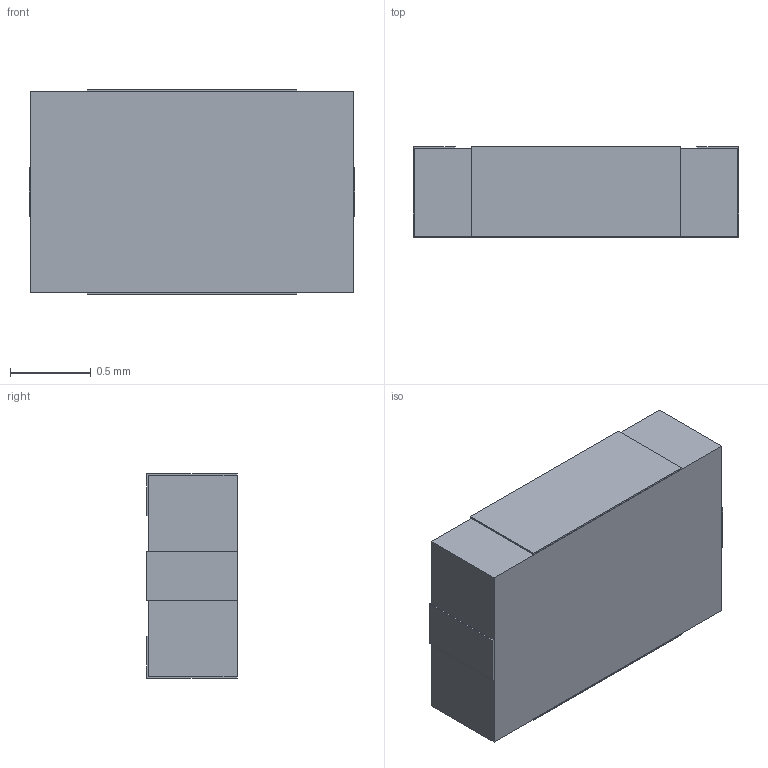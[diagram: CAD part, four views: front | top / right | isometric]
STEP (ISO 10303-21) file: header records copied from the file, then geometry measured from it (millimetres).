
FILE_DESCRIPTION(/* description */ (''),/* implementation_level */ '2;1');
FILE_NAME(/* name */ 'Johansen_BPF_0805-1.step',/* time_stamp */ '2020-11-14T13:30:01+00:00',/* author */ (''),/* organization */ (''),/* preprocessor_version */ 'ST-DEVELOPER v18.1',/* originating_system */ 'Autodesk Translation Framework v9.3.0.1241',/* authorisation */ '');
FILE_SCHEMA (('AUTOMOTIVE_DESIGN { 1 0 10303 214 3 1 1 }'));
Length unit declared in the file: millimetre
Products named in the file (1): Johansen_BPF_0805-4
Bounding box: 2.02 x 0.56 x 1.27 mm (x, y, z)
Volume: 1.4 mm3; surface area: 13.9 mm2
Topology: 5 solids, 5 shells, 43 faces, 96 edges, 64 vertices
Faces by surface type: plane 43
Entity records: 1221 total; most frequent: CARTESIAN_POINT 204, ORIENTED_EDGE 192, DIRECTION 184, LINE 96, VECTOR 96, EDGE_CURVE 96, VERTEX_POINT 64, EDGE_LOOP 44
